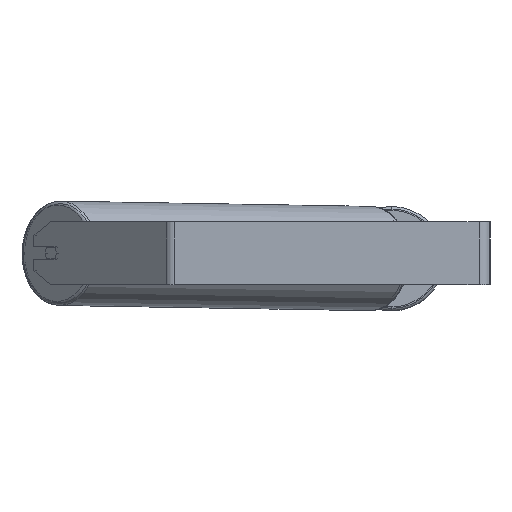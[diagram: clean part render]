
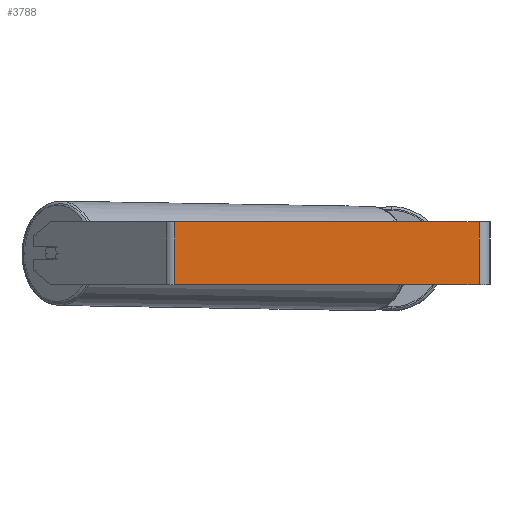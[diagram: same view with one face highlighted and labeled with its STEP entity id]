
A CAD part, left-side view. The second image highlights one B-rep face of the part: STEP entity #3788.
In plain terms, the highlighted planar face has unit normal (-1, 0, 0).
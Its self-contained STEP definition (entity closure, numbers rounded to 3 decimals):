
#475 = LINE ( 'NONE', #4401, #1615 ) ;
#701 = FACE_OUTER_BOUND ( 'NONE', #7190, .T. ) ;
#816 = DIRECTION ( 'NONE',  ( 0., -1., 0. ) ) ;
#974 = EDGE_CURVE ( 'NONE', #7502, #5966, #475, .T. ) ;
#1242 = EDGE_CURVE ( 'NONE', #5966, #8511, #3675, .T. ) ;
#1615 = VECTOR ( 'NONE', #3863, 1000. ) ;
#1860 = EDGE_CURVE ( 'NONE', #6371, #8511, #4207, .T. ) ;
#2154 = DIRECTION ( 'NONE',  ( 0., 0., -1. ) ) ;
#2379 = ORIENTED_EDGE ( 'NONE', *, *, #5234, .T. ) ;
#3215 = DIRECTION ( 'NONE',  ( 0., 0., -1. ) ) ;
#3313 = LINE ( 'NONE', #8041, #4958 ) ;
#3342 = VECTOR ( 'NONE', #2154, 1000. ) ;
#3419 = PLANE ( 'NONE',  #7625 ) ;
#3469 = CARTESIAN_POINT ( 'NONE',  ( -900., 402.143, 40. ) ) ;
#3675 = LINE ( 'NONE', #4165, #3342 ) ;
#3781 = VECTOR ( 'NONE', #816, 1000. ) ;
#3788 = ADVANCED_FACE ( 'NONE', ( #701 ), #3419, .F. ) ;
#3863 = DIRECTION ( 'NONE',  ( 0., -1., 0. ) ) ;
#4165 = CARTESIAN_POINT ( 'NONE',  ( -900., 14., 40. ) ) ;
#4207 = LINE ( 'NONE', #6910, #3781 ) ;
#4401 = CARTESIAN_POINT ( 'NONE',  ( -900., 407.942, 40. ) ) ;
#4452 = ORIENTED_EDGE ( 'NONE', *, *, #1242, .F. ) ;
#4845 = CARTESIAN_POINT ( 'NONE',  ( -900., 14., -40. ) ) ;
#4958 = VECTOR ( 'NONE', #3215, 1000. ) ;
#5234 = EDGE_CURVE ( 'NONE', #7502, #6371, #3313, .T. ) ;
#5966 = VERTEX_POINT ( 'NONE', #6169 ) ;
#6169 = CARTESIAN_POINT ( 'NONE',  ( -900., 14., 40. ) ) ;
#6319 = ORIENTED_EDGE ( 'NONE', *, *, #974, .F. ) ;
#6371 = VERTEX_POINT ( 'NONE', #7771 ) ;
#6910 = CARTESIAN_POINT ( 'NONE',  ( -900., 407.942, -40. ) ) ;
#7190 = EDGE_LOOP ( 'NONE', ( #8198, #4452, #6319, #2379 ) ) ;
#7282 = DIRECTION ( 'NONE',  ( 0., 0., -1. ) ) ;
#7502 = VERTEX_POINT ( 'NONE', #3469 ) ;
#7625 = AXIS2_PLACEMENT_3D ( 'NONE', #8586, #7975, #7282 ) ;
#7771 = CARTESIAN_POINT ( 'NONE',  ( -900., 402.143, -40. ) ) ;
#7975 = DIRECTION ( 'NONE',  ( 1., 0., 0. ) ) ;
#8041 = CARTESIAN_POINT ( 'NONE',  ( -900., 402.143, 40. ) ) ;
#8198 = ORIENTED_EDGE ( 'NONE', *, *, #1860, .T. ) ;
#8511 = VERTEX_POINT ( 'NONE', #4845 ) ;
#8586 = CARTESIAN_POINT ( 'NONE',  ( -900., 407.942, 40. ) ) ;
